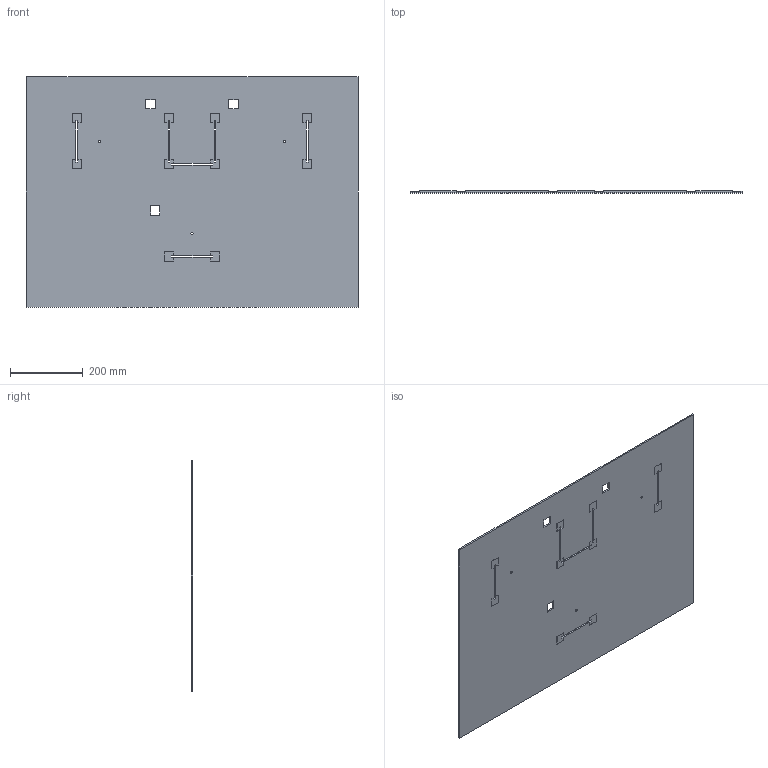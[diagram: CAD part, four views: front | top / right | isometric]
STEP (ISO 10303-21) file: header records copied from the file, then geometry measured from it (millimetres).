
FILE_DESCRIPTION (( 'STEP AP203' ), '1' );
FILE_NAME ('End Module Floor.STEP', '2019-05-07T17:06:07', ( '' ), ( '' ), 'SwSTEP 2.0', 'SolidWorks 2014', '' );
FILE_SCHEMA (( 'CONFIG_CONTROL_DESIGN' ));
Length unit declared in the file: inch
Products named in the file (1): End Module Floor
Bounding box: 914.4 x 4.76 x 635 mm (x, y, z)
Volume: 2705535.7 mm3; surface area: 1175574.5 mm2
Topology: 1 solids, 1 shells, 166 faces, 510 edges, 340 vertices
Faces by surface type: plane 160, cylinder 6
Entity records: 5713 total; most frequent: ORIENTED_EDGE 1020, CARTESIAN_POINT 1017, DIRECTION 856, EDGE_CURVE 510, VECTOR 498, LINE 498, VERTEX_POINT 340, EDGE_LOOP 184
